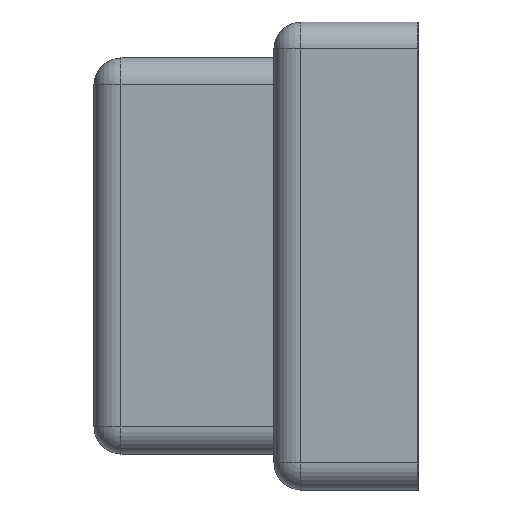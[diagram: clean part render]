
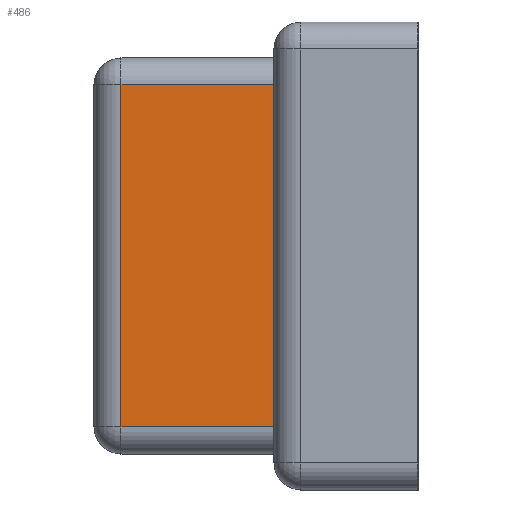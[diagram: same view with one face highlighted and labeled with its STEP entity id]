
A CAD part, left-side view. The second image highlights one B-rep face of the part: STEP entity #486.
In plain terms, the highlighted planar face has unit normal (-1, 0, 0).
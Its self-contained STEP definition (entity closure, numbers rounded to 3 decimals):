
#57 = VECTOR ( 'NONE', #1930, 1000. ) ;
#90 = CARTESIAN_POINT ( 'NONE',  ( -1.5, 0.4, 0.55 ) ) ;
#280 = EDGE_CURVE ( 'NONE', #1460, #950, #3531, .T. ) ;
#322 = CARTESIAN_POINT ( 'NONE',  ( -1.5, 0.9, 0.55 ) ) ;
#486 = ADVANCED_FACE ( 'NONE', ( #2391 ), #3176, .F. ) ;
#515 = CARTESIAN_POINT ( 'NONE',  ( -1.5, 0.4, 0.475 ) ) ;
#563 = EDGE_LOOP ( 'NONE', ( #3140, #3185, #3430, #1153 ) ) ;
#579 = DIRECTION ( 'NONE',  ( 0., -1., 0. ) ) ;
#614 = LINE ( 'NONE', #2859, #666 ) ;
#666 = VECTOR ( 'NONE', #579, 1000. ) ;
#789 = CARTESIAN_POINT ( 'NONE',  ( -1.5, 0.9, 0.475 ) ) ;
#950 = VERTEX_POINT ( 'NONE', #3505 ) ;
#1136 = EDGE_CURVE ( 'NONE', #3003, #3023, #1433, .T. ) ;
#1153 = ORIENTED_EDGE ( 'NONE', *, *, #3429, .T. ) ;
#1390 = VECTOR ( 'NONE', #2109, 1000. ) ;
#1433 = LINE ( 'NONE', #90, #1390 ) ;
#1460 = VERTEX_POINT ( 'NONE', #1949 ) ;
#1854 = EDGE_CURVE ( 'NONE', #950, #3003, #614, .T. ) ;
#1906 = AXIS2_PLACEMENT_3D ( 'NONE', #322, #2046, #3189 ) ;
#1930 = DIRECTION ( 'NONE',  ( 0., 0., -1. ) ) ;
#1945 = CARTESIAN_POINT ( 'NONE',  ( -1.5, 0.825, -0.55 ) ) ;
#1949 = CARTESIAN_POINT ( 'NONE',  ( -1.5, 0.825, 0.475 ) ) ;
#2024 = LINE ( 'NONE', #789, #2123 ) ;
#2046 = DIRECTION ( 'NONE',  ( 1., 0., 0. ) ) ;
#2109 = DIRECTION ( 'NONE',  ( 0., 0., 1. ) ) ;
#2123 = VECTOR ( 'NONE', #2770, 1000. ) ;
#2391 = FACE_OUTER_BOUND ( 'NONE', #563, .T. ) ;
#2770 = DIRECTION ( 'NONE',  ( 0., 1., 0. ) ) ;
#2796 = CARTESIAN_POINT ( 'NONE',  ( -1.5, 0.4, -0.475 ) ) ;
#2859 = CARTESIAN_POINT ( 'NONE',  ( -1.5, 0.9, -0.475 ) ) ;
#3003 = VERTEX_POINT ( 'NONE', #2796 ) ;
#3023 = VERTEX_POINT ( 'NONE', #515 ) ;
#3140 = ORIENTED_EDGE ( 'NONE', *, *, #280, .T. ) ;
#3176 = PLANE ( 'NONE',  #1906 ) ;
#3185 = ORIENTED_EDGE ( 'NONE', *, *, #1854, .T. ) ;
#3189 = DIRECTION ( 'NONE',  ( 0., 0., -1. ) ) ;
#3429 = EDGE_CURVE ( 'NONE', #3023, #1460, #2024, .T. ) ;
#3430 = ORIENTED_EDGE ( 'NONE', *, *, #1136, .T. ) ;
#3505 = CARTESIAN_POINT ( 'NONE',  ( -1.5, 0.825, -0.475 ) ) ;
#3531 = LINE ( 'NONE', #1945, #57 ) ;
